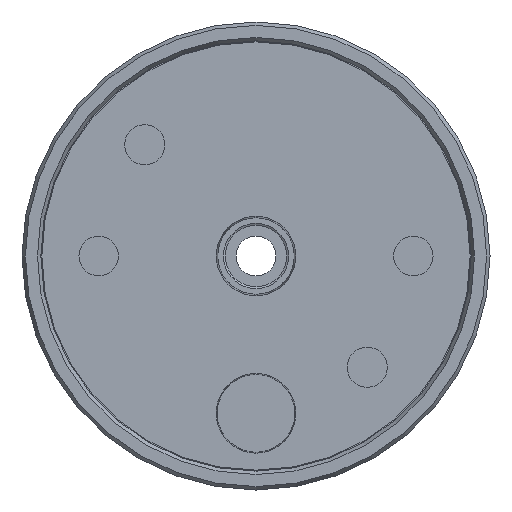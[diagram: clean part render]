
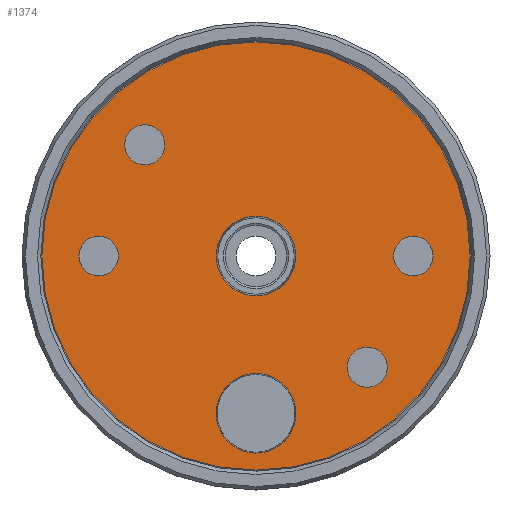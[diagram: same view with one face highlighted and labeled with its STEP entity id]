
A CAD part, front view. The second image highlights one B-rep face of the part: STEP entity #1374.
In plain terms, the highlighted planar face has unit normal (0, -1, 0).
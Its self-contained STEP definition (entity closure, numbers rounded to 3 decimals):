
#36 = EDGE_LOOP ( 'NONE', ( #1158 ) ) ;
#39 = CARTESIAN_POINT ( 'NONE',  ( -14.368, 0., 16.948 ) ) ;
#72 = EDGE_LOOP ( 'NONE', ( #1658 ) ) ;
#99 = DIRECTION ( 'NONE',  ( 0., -1., 0. ) ) ;
#113 = CARTESIAN_POINT ( 'NONE',  ( 0., 0., -20.32 ) ) ;
#117 = CARTESIAN_POINT ( 'NONE',  ( 0., 0., -15.176 ) ) ;
#159 = VERTEX_POINT ( 'NONE', #2248 ) ;
#217 = AXIS2_PLACEMENT_3D ( 'NONE', #1144, #430, #959 ) ;
#236 = EDGE_LOOP ( 'NONE', ( #924 ) ) ;
#271 = CIRCLE ( 'NONE', #2100, 5.144 ) ;
#290 = DIRECTION ( 'NONE',  ( 0., 0., 1. ) ) ;
#303 = CARTESIAN_POINT ( 'NONE',  ( -14.368, 0., 14.368 ) ) ;
#306 = DIRECTION ( 'NONE',  ( 0., -1., 0. ) ) ;
#307 = DIRECTION ( 'NONE',  ( 0., 1., 0. ) ) ;
#310 = VERTEX_POINT ( 'NONE', #851 ) ;
#337 = CARTESIAN_POINT ( 'NONE',  ( 0., 0., 5.144 ) ) ;
#430 = DIRECTION ( 'NONE',  ( 0., -1., 0. ) ) ;
#484 = FACE_BOUND ( 'NONE', #1435, .T. ) ;
#502 = EDGE_CURVE ( 'NONE', #527, #527, #271, .T. ) ;
#527 = VERTEX_POINT ( 'NONE', #337 ) ;
#553 = EDGE_CURVE ( 'NONE', #2303, #2303, #2137, .T. ) ;
#638 = EDGE_CURVE ( 'NONE', #310, #310, #1667, .T. ) ;
#646 = FACE_BOUND ( 'NONE', #1265, .T. ) ;
#650 = CARTESIAN_POINT ( 'NONE',  ( 0., 0., 27.661 ) ) ;
#667 = DIRECTION ( 'NONE',  ( 0., 0., 1. ) ) ;
#759 = CARTESIAN_POINT ( 'NONE',  ( -20.32, 0., 0. ) ) ;
#810 = FACE_BOUND ( 'NONE', #236, .T. ) ;
#833 = DIRECTION ( 'NONE',  ( 0., 0., 1. ) ) ;
#834 = CARTESIAN_POINT ( 'NONE',  ( 0., 0., 0. ) ) ;
#851 = CARTESIAN_POINT ( 'NONE',  ( -20.32, 0., 2.553 ) ) ;
#924 = ORIENTED_EDGE ( 'NONE', *, *, #1744, .F. ) ;
#959 = DIRECTION ( 'NONE',  ( 0., 0., 1. ) ) ;
#991 = AXIS2_PLACEMENT_3D ( 'NONE', #1044, #1730, #2290 ) ;
#999 = PLANE ( 'NONE',  #1194 ) ;
#1007 = DIRECTION ( 'NONE',  ( 0., -1., 0. ) ) ;
#1010 = DIRECTION ( 'NONE',  ( 0., 0., 1. ) ) ;
#1024 = DIRECTION ( 'NONE',  ( 0., 0., -1. ) ) ;
#1025 = AXIS2_PLACEMENT_3D ( 'NONE', #759, #1640, #667 ) ;
#1044 = CARTESIAN_POINT ( 'NONE',  ( 20.32, 0., 0. ) ) ;
#1138 = AXIS2_PLACEMENT_3D ( 'NONE', #113, #306, #833 ) ;
#1144 = CARTESIAN_POINT ( 'NONE',  ( 14.368, 0., -14.368 ) ) ;
#1157 = CIRCLE ( 'NONE', #1244, 2.58 ) ;
#1158 = ORIENTED_EDGE ( 'NONE', *, *, #553, .F. ) ;
#1184 = CARTESIAN_POINT ( 'NONE',  ( 0., 0., 0. ) ) ;
#1186 = EDGE_CURVE ( 'NONE', #159, #159, #2147, .T. ) ;
#1194 = AXIS2_PLACEMENT_3D ( 'NONE', #834, #307, #1024 ) ;
#1208 = ORIENTED_EDGE ( 'NONE', *, *, #638, .F. ) ;
#1216 = CIRCLE ( 'NONE', #217, 2.58 ) ;
#1244 = AXIS2_PLACEMENT_3D ( 'NONE', #303, #1007, #290 ) ;
#1250 = EDGE_LOOP ( 'NONE', ( #1278 ) ) ;
#1253 = EDGE_CURVE ( 'NONE', #2116, #2116, #1216, .T. ) ;
#1265 = EDGE_LOOP ( 'NONE', ( #1963 ) ) ;
#1278 = ORIENTED_EDGE ( 'NONE', *, *, #1253, .F. ) ;
#1319 = EDGE_CURVE ( 'NONE', #1538, #1538, #1711, .T. ) ;
#1374 = ADVANCED_FACE ( 'NONE', ( #1535, #810, #646, #484, #2229, #2243, #1905 ), #999, .F. ) ;
#1435 = EDGE_LOOP ( 'NONE', ( #1208 ) ) ;
#1535 = FACE_BOUND ( 'NONE', #1250, .T. ) ;
#1538 = VERTEX_POINT ( 'NONE', #650 ) ;
#1633 = VERTEX_POINT ( 'NONE', #39 ) ;
#1640 = DIRECTION ( 'NONE',  ( 0., -1., 0. ) ) ;
#1658 = ORIENTED_EDGE ( 'NONE', *, *, #1319, .T. ) ;
#1667 = CIRCLE ( 'NONE', #1025, 2.553 ) ;
#1696 = CARTESIAN_POINT ( 'NONE',  ( 0., 0., 0. ) ) ;
#1711 = CIRCLE ( 'NONE', #2188, 27.661 ) ;
#1727 = CARTESIAN_POINT ( 'NONE',  ( 14.368, 0., -11.789 ) ) ;
#1730 = DIRECTION ( 'NONE',  ( 0., -1., 0. ) ) ;
#1735 = DIRECTION ( 'NONE',  ( 0., 0., 1. ) ) ;
#1744 = EDGE_CURVE ( 'NONE', #1633, #1633, #1157, .T. ) ;
#1865 = DIRECTION ( 'NONE',  ( 0., -1., 0. ) ) ;
#1905 = FACE_OUTER_BOUND ( 'NONE', #72, .T. ) ;
#1963 = ORIENTED_EDGE ( 'NONE', *, *, #1186, .F. ) ;
#2100 = AXIS2_PLACEMENT_3D ( 'NONE', #1184, #1865, #1735 ) ;
#2116 = VERTEX_POINT ( 'NONE', #1727 ) ;
#2137 = CIRCLE ( 'NONE', #1138, 5.144 ) ;
#2147 = CIRCLE ( 'NONE', #991, 2.553 ) ;
#2186 = EDGE_LOOP ( 'NONE', ( #2241 ) ) ;
#2188 = AXIS2_PLACEMENT_3D ( 'NONE', #1696, #99, #1010 ) ;
#2229 = FACE_BOUND ( 'NONE', #2186, .T. ) ;
#2241 = ORIENTED_EDGE ( 'NONE', *, *, #502, .F. ) ;
#2243 = FACE_BOUND ( 'NONE', #36, .T. ) ;
#2248 = CARTESIAN_POINT ( 'NONE',  ( 20.32, 0., 2.553 ) ) ;
#2290 = DIRECTION ( 'NONE',  ( 0., 0., 1. ) ) ;
#2303 = VERTEX_POINT ( 'NONE', #117 ) ;
